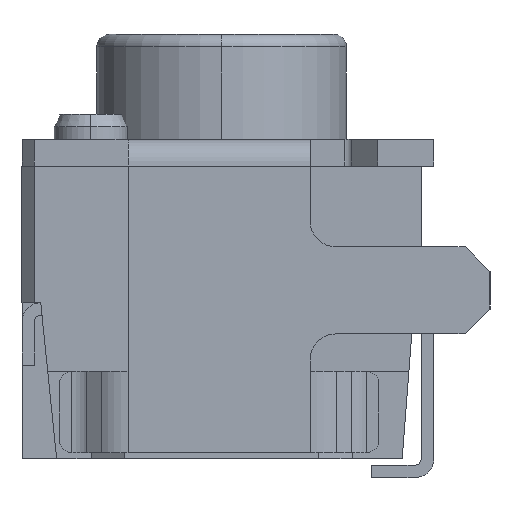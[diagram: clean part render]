
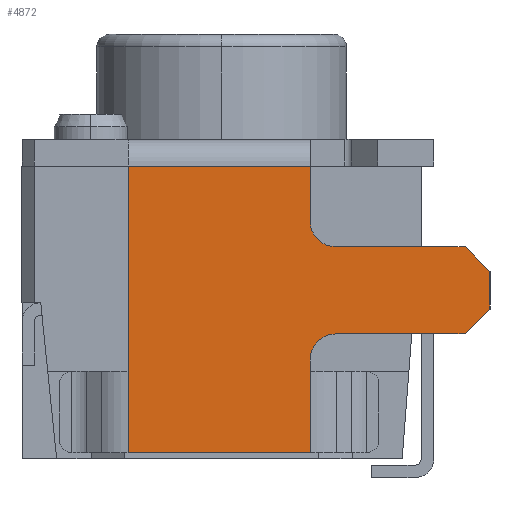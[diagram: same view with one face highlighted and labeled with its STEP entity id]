
A CAD part, left-side view. The second image highlights one B-rep face of the part: STEP entity #4872.
In plain terms, the highlighted planar face has unit normal (-1, 0, 0).
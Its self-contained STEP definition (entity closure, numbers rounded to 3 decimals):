
#45 = AXIS2_PLACEMENT_3D ( 'NONE', #1546, #6083, #2752 ) ;
#50 = DIRECTION ( 'NONE',  ( 1., 0., 0. ) ) ;
#81 = ORIENTED_EDGE ( 'NONE', *, *, #5634, .F. ) ;
#104 = AXIS2_PLACEMENT_3D ( 'NONE', #5136, #50, #2883 ) ;
#124 = VECTOR ( 'NONE', #7345, 1000. ) ;
#136 = LINE ( 'NONE', #1806, #4115 ) ;
#161 = VECTOR ( 'NONE', #7302, 1000. ) ;
#320 = ORIENTED_EDGE ( 'NONE', *, *, #7087, .T. ) ;
#404 = LINE ( 'NONE', #2669, #1471 ) ;
#407 = CARTESIAN_POINT ( 'NONE',  ( -2.233, 0.99, -0.55 ) ) ;
#437 = CARTESIAN_POINT ( 'NONE',  ( -2.233, -0.45, 0.15 ) ) ;
#535 = VERTEX_POINT ( 'NONE', #6305 ) ;
#549 = CARTESIAN_POINT ( 'NONE',  ( -2.233, 0.99, -0.65 ) ) ;
#587 = VECTOR ( 'NONE', #2734, 1000. ) ;
#598 = AXIS2_PLACEMENT_3D ( 'NONE', #642, #6286, #7463 ) ;
#642 = CARTESIAN_POINT ( 'NONE',  ( -2.233, 0.79, 0.55 ) ) ;
#778 = CARTESIAN_POINT ( 'NONE',  ( -2.233, 0.79, 0.35 ) ) ;
#788 = EDGE_CURVE ( 'NONE', #3238, #2391, #7274, .T. ) ;
#794 = ORIENTED_EDGE ( 'NONE', *, *, #4474, .T. ) ;
#950 = VERTEX_POINT ( 'NONE', #1418 ) ;
#973 = VERTEX_POINT ( 'NONE', #4809 ) ;
#983 = CARTESIAN_POINT ( 'NONE',  ( -2.233, 0.99, -1.3 ) ) ;
#1002 = DIRECTION ( 'NONE',  ( 0., 0., -1. ) ) ;
#1067 = EDGE_CURVE ( 'NONE', #5355, #5623, #404, .T. ) ;
#1073 = ORIENTED_EDGE ( 'NONE', *, *, #1328, .T. ) ;
#1192 = EDGE_CURVE ( 'NONE', #973, #4794, #136, .T. ) ;
#1328 = EDGE_CURVE ( 'NONE', #2192, #6957, #3560, .T. ) ;
#1418 = CARTESIAN_POINT ( 'NONE',  ( -2.233, -0.45, 0.15 ) ) ;
#1471 = VECTOR ( 'NONE', #1002, 1000. ) ;
#1546 = CARTESIAN_POINT ( 'NONE',  ( -2.233, 0.79, 0.55 ) ) ;
#1660 = LINE ( 'NONE', #6364, #124 ) ;
#1690 = CARTESIAN_POINT ( 'NONE',  ( -2.233, 0.99, 0.55 ) ) ;
#1708 = EDGE_LOOP ( 'NONE', ( #6027, #3505, #1885, #7234, #81, #6342, #794, #320, #4864, #7024, #6124, #1073, #2918, #2604 ) ) ;
#1806 = CARTESIAN_POINT ( 'NONE',  ( -2.233, -0.25, -0.35 ) ) ;
#1885 = ORIENTED_EDGE ( 'NONE', *, *, #1067, .T. ) ;
#1951 = EDGE_CURVE ( 'NONE', #5623, #3172, #6140, .T. ) ;
#2192 = VERTEX_POINT ( 'NONE', #5370 ) ;
#2391 = VERTEX_POINT ( 'NONE', #407 ) ;
#2410 = LINE ( 'NONE', #4743, #2565 ) ;
#2504 = CIRCLE ( 'NONE', #104, 0.2 ) ;
#2565 = VECTOR ( 'NONE', #5422, 1000. ) ;
#2593 = EDGE_CURVE ( 'NONE', #950, #2192, #3666, .T. ) ;
#2604 = ORIENTED_EDGE ( 'NONE', *, *, #6016, .T. ) ;
#2669 = CARTESIAN_POINT ( 'NONE',  ( -2.233, 2.45, -0.65 ) ) ;
#2733 = VECTOR ( 'NONE', #5505, 1000. ) ;
#2734 = DIRECTION ( 'NONE',  ( 0., 0., 1. ) ) ;
#2752 = DIRECTION ( 'NONE',  ( 0., 0., -1. ) ) ;
#2797 = CARTESIAN_POINT ( 'NONE',  ( -2.233, 0.99, -0.65 ) ) ;
#2883 = DIRECTION ( 'NONE',  ( 0., 0., -1. ) ) ;
#2918 = ORIENTED_EDGE ( 'NONE', *, *, #7113, .T. ) ;
#3000 = DIRECTION ( 'NONE',  ( 0., 0.707, 0.707 ) ) ;
#3172 = VERTEX_POINT ( 'NONE', #6704 ) ;
#3238 = VERTEX_POINT ( 'NONE', #2797 ) ;
#3271 = VECTOR ( 'NONE', #5361, 1000. ) ;
#3305 = CARTESIAN_POINT ( 'NONE',  ( -2.233, -0.45, -0.15 ) ) ;
#3404 = VERTEX_POINT ( 'NONE', #6406 ) ;
#3505 = ORIENTED_EDGE ( 'NONE', *, *, #6921, .T. ) ;
#3560 = LINE ( 'NONE', #7062, #3271 ) ;
#3666 = LINE ( 'NONE', #6427, #7450 ) ;
#3855 = CARTESIAN_POINT ( 'NONE',  ( -2.232, 2.45, 0.995 ) ) ;
#3935 = EDGE_CURVE ( 'NONE', #4794, #950, #6649, .T. ) ;
#4013 = VERTEX_POINT ( 'NONE', #1690 ) ;
#4115 = VECTOR ( 'NONE', #5258, 1000. ) ;
#4298 = DIRECTION ( 'NONE',  ( 0., 0., 1. ) ) ;
#4322 = EDGE_CURVE ( 'NONE', #535, #3404, #4976, .T. ) ;
#4474 = EDGE_CURVE ( 'NONE', #2391, #4888, #2504, .T. ) ;
#4743 = CARTESIAN_POINT ( 'NONE',  ( -2.233, 2.45, -1.3 ) ) ;
#4794 = VERTEX_POINT ( 'NONE', #3305 ) ;
#4799 = CARTESIAN_POINT ( 'NONE',  ( -2.233, 2.45, -0.65 ) ) ;
#4809 = CARTESIAN_POINT ( 'NONE',  ( -2.233, -0.25, -0.35 ) ) ;
#4864 = ORIENTED_EDGE ( 'NONE', *, *, #1192, .T. ) ;
#4872 = ADVANCED_FACE ( 'NONE', ( #7005 ), #5798, .T. ) ;
#4888 = VERTEX_POINT ( 'NONE', #5265 ) ;
#4929 = VECTOR ( 'NONE', #4298, 1000. ) ;
#4976 = LINE ( 'NONE', #3855, #5029 ) ;
#5001 = CARTESIAN_POINT ( 'NONE',  ( -2.233, 0.99, -0.55 ) ) ;
#5029 = VECTOR ( 'NONE', #7280, 1000. ) ;
#5100 = LINE ( 'NONE', #549, #6001 ) ;
#5136 = CARTESIAN_POINT ( 'NONE',  ( -2.233, 0.79, -0.55 ) ) ;
#5258 = DIRECTION ( 'NONE',  ( 0., -0.707, 0.707 ) ) ;
#5265 = CARTESIAN_POINT ( 'NONE',  ( -2.233, 0.79, -0.35 ) ) ;
#5355 = VERTEX_POINT ( 'NONE', #4799 ) ;
#5361 = DIRECTION ( 'NONE',  ( 0., 1., 0. ) ) ;
#5370 = CARTESIAN_POINT ( 'NONE',  ( -2.233, -0.25, 0.35 ) ) ;
#5422 = DIRECTION ( 'NONE',  ( 0., 0., -1. ) ) ;
#5505 = DIRECTION ( 'NONE',  ( 0., -1., 0. ) ) ;
#5573 = CIRCLE ( 'NONE', #45, 0.2 ) ;
#5623 = VERTEX_POINT ( 'NONE', #6269 ) ;
#5634 = EDGE_CURVE ( 'NONE', #3238, #3172, #5100, .T. ) ;
#5798 = PLANE ( 'NONE',  #598 ) ;
#6001 = VECTOR ( 'NONE', #6882, 1000. ) ;
#6016 = EDGE_CURVE ( 'NONE', #4013, #535, #1660, .T. ) ;
#6027 = ORIENTED_EDGE ( 'NONE', *, *, #4322, .T. ) ;
#6083 = DIRECTION ( 'NONE',  ( 1., 0., 0. ) ) ;
#6124 = ORIENTED_EDGE ( 'NONE', *, *, #2593, .T. ) ;
#6140 = LINE ( 'NONE', #983, #2733 ) ;
#6269 = CARTESIAN_POINT ( 'NONE',  ( -2.233, 2.45, -1.3 ) ) ;
#6286 = DIRECTION ( 'NONE',  ( -1., 0., 0. ) ) ;
#6305 = CARTESIAN_POINT ( 'NONE',  ( -2.232, 0.99, 0.995 ) ) ;
#6342 = ORIENTED_EDGE ( 'NONE', *, *, #788, .T. ) ;
#6364 = CARTESIAN_POINT ( 'NONE',  ( -2.232, 0.99, 0.995 ) ) ;
#6406 = CARTESIAN_POINT ( 'NONE',  ( -2.232, 2.45, 0.995 ) ) ;
#6427 = CARTESIAN_POINT ( 'NONE',  ( -2.233, -0.25, 0.35 ) ) ;
#6649 = LINE ( 'NONE', #437, #587 ) ;
#6662 = CARTESIAN_POINT ( 'NONE',  ( -2.233, 0.79, -0.35 ) ) ;
#6704 = CARTESIAN_POINT ( 'NONE',  ( -2.233, 0.99, -1.3 ) ) ;
#6882 = DIRECTION ( 'NONE',  ( 0., 0., -1. ) ) ;
#6921 = EDGE_CURVE ( 'NONE', #3404, #5355, #2410, .T. ) ;
#6957 = VERTEX_POINT ( 'NONE', #778 ) ;
#7005 = FACE_OUTER_BOUND ( 'NONE', #1708, .T. ) ;
#7024 = ORIENTED_EDGE ( 'NONE', *, *, #3935, .T. ) ;
#7062 = CARTESIAN_POINT ( 'NONE',  ( -2.233, 0.79, 0.35 ) ) ;
#7087 = EDGE_CURVE ( 'NONE', #4888, #973, #7231, .T. ) ;
#7113 = EDGE_CURVE ( 'NONE', #6957, #4013, #5573, .T. ) ;
#7231 = LINE ( 'NONE', #6662, #161 ) ;
#7234 = ORIENTED_EDGE ( 'NONE', *, *, #1951, .T. ) ;
#7274 = LINE ( 'NONE', #5001, #4929 ) ;
#7280 = DIRECTION ( 'NONE',  ( 0., 1., 0. ) ) ;
#7302 = DIRECTION ( 'NONE',  ( 0., -1., 0. ) ) ;
#7345 = DIRECTION ( 'NONE',  ( 0., 0., 1. ) ) ;
#7450 = VECTOR ( 'NONE', #3000, 1000. ) ;
#7463 = DIRECTION ( 'NONE',  ( 0., 0., -1. ) ) ;
